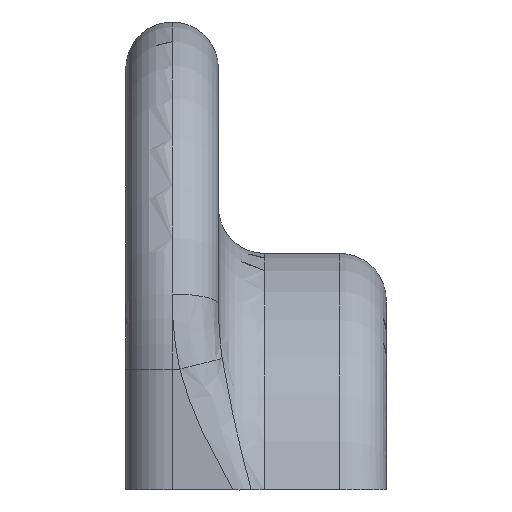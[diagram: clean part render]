
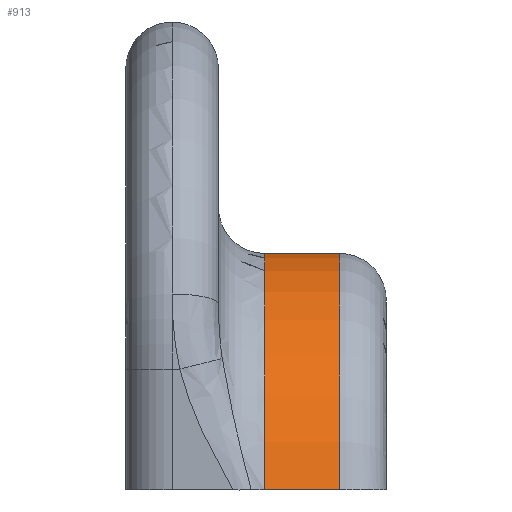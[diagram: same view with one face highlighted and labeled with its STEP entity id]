
A CAD part, left-side view. The second image highlights one B-rep face of the part: STEP entity #913.
In plain terms, the highlighted cylindrical face has radius 50 mm (diameter 100 mm), a partial arc.
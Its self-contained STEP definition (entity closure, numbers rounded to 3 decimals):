
#46 = EDGE_LOOP ( 'NONE', ( #159, #156, #178, #198 ) ) ;
#88 = CARTESIAN_POINT ( 'NONE',  ( -167., 363., 178.887 ) ) ;
#96 = DIRECTION ( 'NONE',  ( 0., -1., 0. ) ) ;
#102 = CARTESIAN_POINT ( 'NONE',  ( -216.163, 376., 138. ) ) ;
#130 = CARTESIAN_POINT ( 'NONE',  ( -216.163, 363., 138. ) ) ;
#131 = CARTESIAN_POINT ( 'NONE',  ( -167., 376., 178.887 ) ) ;
#156 = ORIENTED_EDGE ( 'NONE', *, *, #834, .T. ) ;
#159 = ORIENTED_EDGE ( 'NONE', *, *, #853, .T. ) ;
#178 = ORIENTED_EDGE ( 'NONE', *, *, #872, .T. ) ;
#198 = ORIENTED_EDGE ( 'NONE', *, *, #886, .F. ) ;
#320 = DIRECTION ( 'NONE',  ( 1., 0., 0. ) ) ;
#323 = CARTESIAN_POINT ( 'NONE',  ( -167., 376., 128.887 ) ) ;
#325 = DIRECTION ( 'NONE',  ( 0., -1., 0. ) ) ;
#396 = CARTESIAN_POINT ( 'NONE',  ( -167., 363., 128.887 ) ) ;
#409 = DIRECTION ( 'NONE',  ( 0., 1., 0. ) ) ;
#419 = DIRECTION ( 'NONE',  ( 0., 0., 1. ) ) ;
#444 = DIRECTION ( 'NONE',  ( 0., -1., 0. ) ) ;
#449 = LINE ( 'NONE', #470, #588 ) ;
#470 = CARTESIAN_POINT ( 'NONE',  ( -167., 832.871, 178.887 ) ) ;
#519 = VECTOR ( 'NONE', #96, 1000. ) ;
#567 = CIRCLE ( 'NONE', #611, 50. ) ;
#588 = VECTOR ( 'NONE', #444, 1000. ) ;
#598 = CIRCLE ( 'NONE', #603, 50. ) ;
#603 = AXIS2_PLACEMENT_3D ( 'NONE', #323, #325, #320 ) ;
#611 = AXIS2_PLACEMENT_3D ( 'NONE', #396, #409, #419 ) ;
#645 = AXIS2_PLACEMENT_3D ( 'NONE', #986, #955, #966 ) ;
#778 = VERTEX_POINT ( 'NONE', #130 ) ;
#781 = VERTEX_POINT ( 'NONE', #131 ) ;
#789 = VERTEX_POINT ( 'NONE', #88 ) ;
#793 = VERTEX_POINT ( 'NONE', #102 ) ;
#834 = EDGE_CURVE ( 'NONE', #793, #778, #1357, .T. ) ;
#853 = EDGE_CURVE ( 'NONE', #781, #793, #598, .T. ) ;
#872 = EDGE_CURVE ( 'NONE', #778, #789, #567, .T. ) ;
#886 = EDGE_CURVE ( 'NONE', #781, #789, #449, .T. ) ;
#913 = ADVANCED_FACE ( 'NONE', ( #981 ), #959, .T. ) ;
#955 = DIRECTION ( 'NONE',  ( 0., -1., 0. ) ) ;
#959 = CYLINDRICAL_SURFACE ( 'NONE', #645, 50. ) ;
#966 = DIRECTION ( 'NONE',  ( 0., 0., -1. ) ) ;
#981 = FACE_OUTER_BOUND ( 'NONE', #46, .T. ) ;
#986 = CARTESIAN_POINT ( 'NONE',  ( -167., 832.871, 128.887 ) ) ;
#1322 = CARTESIAN_POINT ( 'NONE',  ( -216.163, 832.871, 138. ) ) ;
#1357 = LINE ( 'NONE', #1322, #519 ) ;
